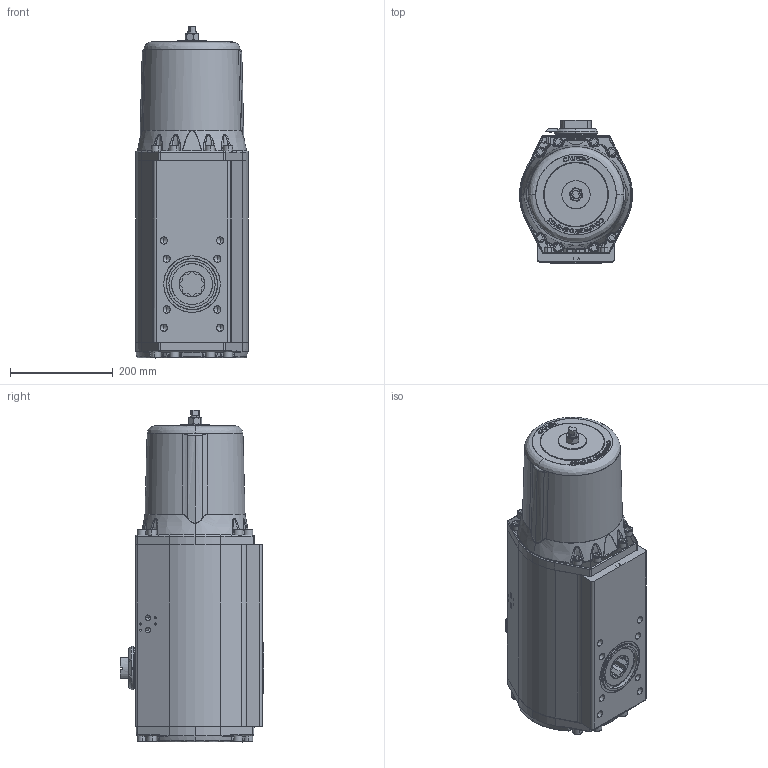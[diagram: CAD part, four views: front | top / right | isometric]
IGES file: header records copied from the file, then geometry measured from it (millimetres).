
Start section: SolidWorks IGES file using analytic representation for surfaces
Global section: file name: 018605.IGS; native system: SolidWorks 2018; preprocessor: SolidWorks 2018; author: sara.marklund; date: 180816.074147; units: millimetre
Bounding box: 220 x 279.2 x 647 mm (x, y, z)
Surface area: 588845.5 mm2 (no closed solid volume)
Topology: 0 solids, 0 shells, 1271 faces, 15137 edges, 15091 vertices
Faces by surface type: bspline 943, revolution 328
